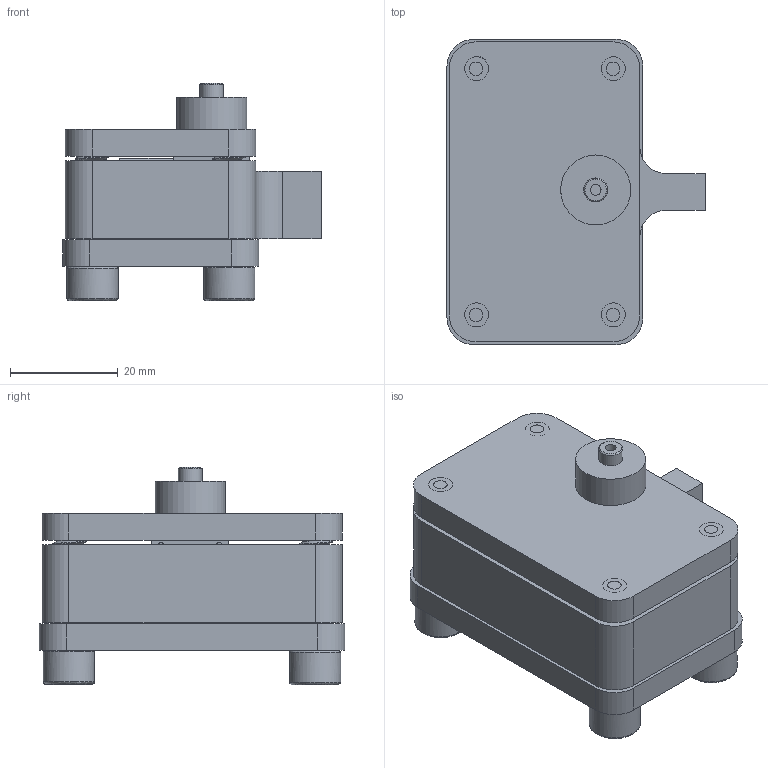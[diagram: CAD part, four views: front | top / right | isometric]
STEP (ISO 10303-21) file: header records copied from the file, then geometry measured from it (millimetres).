
FILE_DESCRIPTION(/* description */ ('STEP AP242','CAx-IF Rec.Pracs.---Representation and Presentation of Product Manufacturing Information (PMI)---4.0---2014-10-13','CAx-IF Rec.Pracs.---3D Tessellated Geometry---0.4---2014-09-14','2;1'),/* implementation_level */ '2;1');
FILE_NAME(/* name */ '685f0a196b441342971dc413',/* time_stamp */ '2025-06-27T21:16:11Z',/* author */ (''),/* organization */ (''),/* preprocessor_version */ 'ST-DEVELOPER v20',/* originating_system */ 'ONSHAPE BY PTC INC, 1.200',/* authorisation */ ' ');
FILE_SCHEMA (('AP242_MANAGED_MODEL_BASED_3D_ENGINEERING_MIM_LF { 1 0 10303 442 1 1 4 }'));
Length unit declared in the file: metre
Products named in the file (100): Assembly 1; Part 4; Base; Part 1; TEC; TControl; 171-015-103; EasyEDA PCB Model~k8NP <1>; TopCopper~k8NP; BottomCopper~k8NP; TopSilkscreen~k8NP; Board~k8NP
Assembly tree (102 placements, depth 3):
  Assembly 1
    Part 4
    Base
    Part 1  x4
    TEC
    TControl
    171-015-103
    Part 1
    EasyEDA PCB Model~k8NP <1>
      TopCopper~k8NP
      TopCopper~k8NP
      BottomCopper~k8NP
      TopCopper~k8NP
      TopSilkscreen~k8NP
      TopCopper~k8NP
      BottomCopper~k8NP
      TopSilkscreen~k8NP
      BottomCopper~k8NP
      TopSilkscreen~k8NP
      TopCopper~k8NP
      TopSilkscreen~k8NP
      BottomCopper~k8NP
      TopCopper~k8NP
      TopSilkscreen~k8NP
      TopCopper~k8NP
      TopSilkscreen~k8NP
      BottomCopper~k8NP
      TopSilkscreen~k8NP
      TopCopper~k8NP
      BottomCopper~k8NP
      TopSilkscreen~k8NP
      TopSilkscreen~k8NP
      TopSilkscreen~k8NP
      BottomCopper~k8NP
      TopCopper~k8NP
      TopSilkscreen~k8NP
      TopSilkscreen~k8NP
      TopSilkscreen~k8NP
      TopCopper~k8NP
      TopSilkscreen~k8NP
      TopCopper~k8NP
      TopSilkscreen~k8NP
      BottomCopper~k8NP
      TopSilkscreen~k8NP
      TopSilkscreen~k8NP
      TopSilkscreen~k8NP
      TopCopper~k8NP
      TopCopper~k8NP
      BottomCopper~k8NP
      BottomCopper~k8NP
      BottomCopper~k8NP
      BottomCopper~k8NP
      TopSilkscreen~k8NP
      BottomCopper~k8NP
      TopSilkscreen~k8NP
      TopSilkscreen~k8NP
      TopSilkscreen~k8NP
      TopSilkscreen~k8NP
      TopCopper~k8NP
      TopSilkscreen~k8NP
Bounding box: 47.95 x 56.72 x 40.48 mm (x, y, z)
Volume: 43159.6 mm3; surface area: 31386.8 mm2
Topology: 11 solids, 101 shells, 847 faces, 3097 edges, 2447 vertices
Faces by surface type: plane 439, cylinder 289, bspline 46, cone 38, torus 35
Full cylindrical faces by diameter (mm): 0.45 x4, 0.61 x15, 0.914 x6, 1 x15, 1.024 x2, 1.143 x15, 1.397 x8, 1.473 x15, 2 x1, 2.261 x2, 2.5 x4, 3.048 x2, 3.2 x2, 3.378 x4, 4.4 x1, 4.45 x1, 4.496 x8, 5.08 x1, 5.105 x1, 5.6 x1, 5.737 x1, 6.169 x1, 6.604 x4, 9.525 x4, 13 x1
Entity records: 40319 total; most frequent: CARTESIAN_POINT 11087, DIRECTION 5273, ORIENTED_EDGE 4272, EDGE_CURVE 2777, VERTEX_POINT 2336, AXIS2_PLACEMENT_3D 1899, LINE 1475, VECTOR 1475
